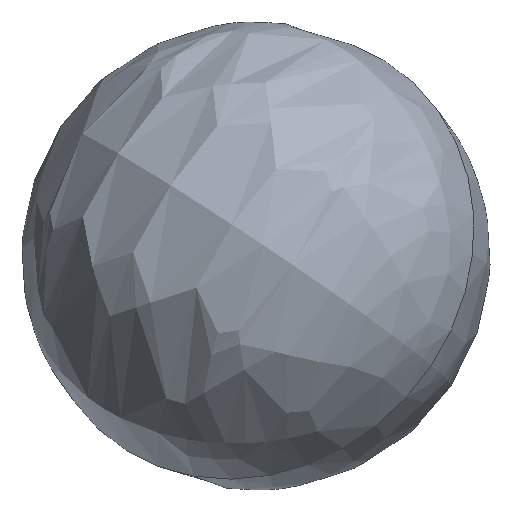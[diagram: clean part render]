
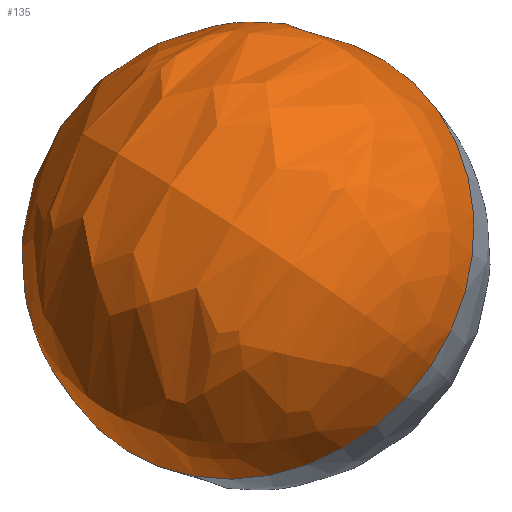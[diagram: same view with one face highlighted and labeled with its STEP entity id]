
A CAD part, left-side view. The second image highlights one B-rep face of the part: STEP entity #135.
In plain terms, the highlighted free-form (B-spline) face has degree [3, 3] with [4, 4] control points.
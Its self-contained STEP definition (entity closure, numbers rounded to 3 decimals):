
#1 = CARTESIAN_POINT ( 'NONE',  ( 6., -5.585, -17.19 ) ) ;
#5 = VERTEX_POINT ( 'NONE', #28 ) ;
#6 = EDGE_CURVE ( 'NONE', #141, #5, #131, .T. ) ;
#8 =( BOUNDED_SURFACE ( )  B_SPLINE_SURFACE ( 3, 3, ( 
 ( #13, #124, #53, #85 ),
 ( #27, #10, #33, #44 ),
 ( #54, #83, #95, #137 ),
 ( #75, #100, #140, #101 ) ),
 .UNSPECIFIED., .F., .F., .T. ) 
 B_SPLINE_SURFACE_WITH_KNOTS ( ( 4, 4 ),
 ( 4, 4 ),
 ( 0., 1. ),
 ( 0., 1. ),
 .UNSPECIFIED. ) 
 GEOMETRIC_REPRESENTATION_ITEM ( )  RATIONAL_B_SPLINE_SURFACE ( (
 ( 1., 0.333, 0.333, 1.),
 ( 0.333, 0.111, 0.111, 0.333),
 ( 0.333, 0.111, 0.111, 0.333),
 ( 1., 0.333, 0.333, 1.) ) ) 
 REPRESENTATION_ITEM ( '' )  SURFACE ( )  );
#10 = CARTESIAN_POINT ( 'NONE',  ( -4.043, 4.942, -17.141 ) ) ;
#13 = CARTESIAN_POINT ( 'NONE',  ( 7.494, -3.209, -15.706 ) ) ;
#14 = AXIS2_PLACEMENT_3D ( 'NONE', #63, #136, #115 ) ;
#15 = ORIENTED_EDGE ( 'NONE', *, *, #89, .T. ) ;
#19 = AXIS2_PLACEMENT_3D ( 'NONE', #1, #97, #86 ) ;
#27 = CARTESIAN_POINT ( 'NONE',  ( 7.14, 0.308, -20.981 ) ) ;
#28 = CARTESIAN_POINT ( 'NONE',  ( 4.506, -7.962, -18.674 ) ) ;
#33 = CARTESIAN_POINT ( 'NONE',  ( -3.335, -2.093, -6.591 ) ) ;
#44 = CARTESIAN_POINT ( 'NONE',  ( 7.848, -6.727, -10.431 ) ) ;
#53 = CARTESIAN_POINT ( 'NONE',  ( 7.494, -3.209, -15.706 ) ) ;
#54 = CARTESIAN_POINT ( 'NONE',  ( 4.152, -4.444, -23.949 ) ) ;
#63 = CARTESIAN_POINT ( 'NONE',  ( 6., -5.585, -17.19 ) ) ;
#65 = CIRCLE ( 'NONE', #19, 3.175 ) ;
#69 = EDGE_LOOP ( 'NONE', ( #88, #15 ) ) ;
#75 = CARTESIAN_POINT ( 'NONE',  ( 4.506, -7.962, -18.674 ) ) ;
#82 = FACE_OUTER_BOUND ( 'NONE', #69, .T. ) ;
#83 = CARTESIAN_POINT ( 'NONE',  ( -7.032, 0.19, -20.109 ) ) ;
#85 = CARTESIAN_POINT ( 'NONE',  ( 7.494, -3.209, -15.706 ) ) ;
#86 = DIRECTION ( 'NONE',  ( 0.471, 0.748, 0.467 ) ) ;
#88 = ORIENTED_EDGE ( 'NONE', *, *, #6, .F. ) ;
#89 = EDGE_CURVE ( 'NONE', #141, #5, #65, .T. ) ;
#95 = CARTESIAN_POINT ( 'NONE',  ( -6.324, -6.845, -9.559 ) ) ;
#97 = DIRECTION ( 'NONE',  ( -0.881, 0.365, 0.302 ) ) ;
#100 = CARTESIAN_POINT ( 'NONE',  ( 4.506, -7.962, -18.674 ) ) ;
#101 = CARTESIAN_POINT ( 'NONE',  ( 4.506, -7.962, -18.674 ) ) ;
#115 = DIRECTION ( 'NONE',  ( 0.471, 0.748, 0.467 ) ) ;
#116 = CARTESIAN_POINT ( 'NONE',  ( 7.494, -3.209, -15.706 ) ) ;
#124 = CARTESIAN_POINT ( 'NONE',  ( 7.494, -3.209, -15.706 ) ) ;
#131 = CIRCLE ( 'NONE', #14, 3.175 ) ;
#135 = ADVANCED_FACE ( 'NONE', ( #82 ), #8, .T. ) ;
#136 = DIRECTION ( 'NONE',  ( 0.881, -0.365, -0.302 ) ) ;
#137 = CARTESIAN_POINT ( 'NONE',  ( 4.86, -11.479, -13.399 ) ) ;
#140 = CARTESIAN_POINT ( 'NONE',  ( 4.506, -7.962, -18.674 ) ) ;
#141 = VERTEX_POINT ( 'NONE', #116 ) ;
